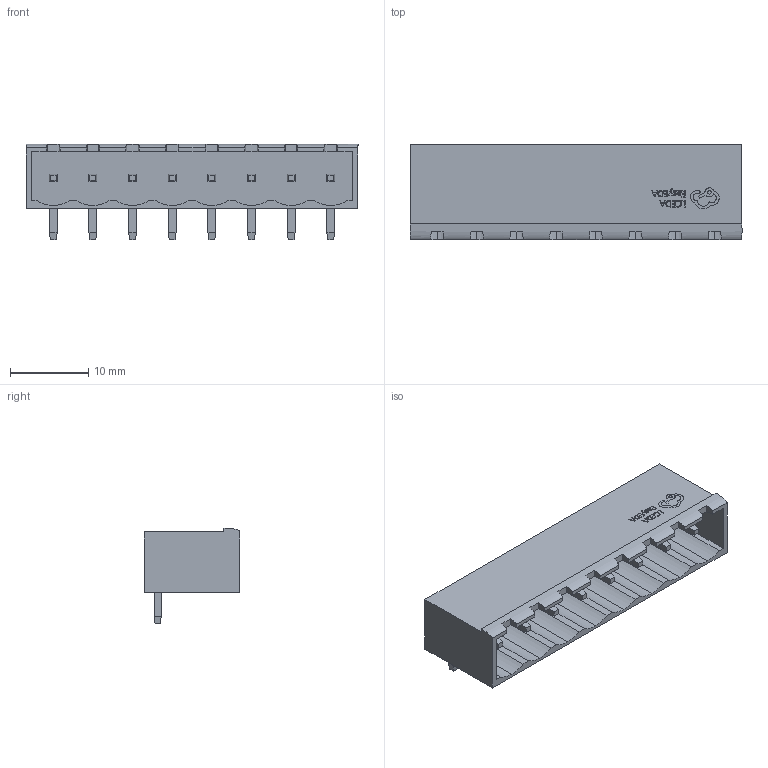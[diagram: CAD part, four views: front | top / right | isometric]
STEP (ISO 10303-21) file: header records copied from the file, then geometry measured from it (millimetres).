
FILE_DESCRIPTION (( 'STEP AP214' ), '1' );
FILE_NAME ('CONN-TH_WJ5.08-WI-8P-4.step', '2022-08-08T03:39:22', ( '' ), ( '' ), 'SwSTEP 2.0', 'SolidWorks 2020', '' );
FILE_SCHEMA (( 'AUTOMOTIVE_DESIGN' ));
Length unit declared in the file: millimetre
Products named in the file (1): CONN-TH_WJ5.08-WI-8P-4
Bounding box: 42.54 x 12.2 x 12.3 mm (x, y, z)
Volume: 1571.7 mm3; surface area: 3432.6 mm2
Topology: 14 solids, 14 shells, 662 faces, 1697 edges, 1094 vertices
Faces by surface type: plane 485, bspline 145, cylinder 32
Entity records: 29321 total; most frequent: CARTESIAN_POINT 7312, ORIENTED_EDGE 3394, DIRECTION 2573, EDGE_CURVE 1697, VECTOR 1345, LINE 1345, VERTEX_POINT 1094, EDGE_LOOP 705
